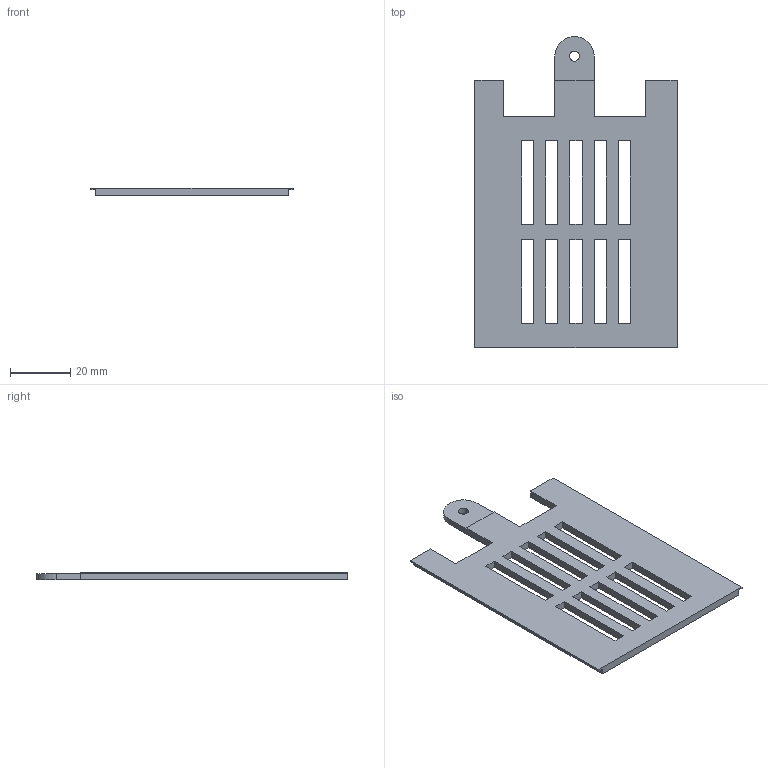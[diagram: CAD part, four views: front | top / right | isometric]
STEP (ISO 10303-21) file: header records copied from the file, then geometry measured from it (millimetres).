
FILE_DESCRIPTION((''),'2;1');
FILE_NAME('DECKEL_2','2014-06-12T',('dschoenberger'),('gz concept GmbH'),'PRO/ENGINEER BY PARAMETRIC TECHNOLOGY CORPORATION, 2012010','PRO/ENGINEER BY PARAMETRIC TECHNOLOGY CORPORATION, 2012010','');
FILE_SCHEMA(('AUTOMOTIVE_DESIGN { 1 2 10303 214 0 1 1 1 }'));
Length unit declared in the file: millimetre
Products named in the file (1): DECKEL_2
Bounding box: 67 x 103 x 2.5 mm (x, y, z)
Volume: 10821.4 mm3; surface area: 11687.2 mm2
Topology: 1 solids, 1 shells, 62 faces, 182 edges, 122 vertices
Faces by surface type: plane 59, cylinder 3
Entity records: 2710 total; most frequent: CARTESIAN_POINT 368, ORIENTED_EDGE 364, DIRECTION 314, PRESENTATION_STYLE_ASSIGNMENT 183, STYLED_ITEM 183, CURVE_STYLE 182, EDGE_CURVE 182, VECTOR 174
